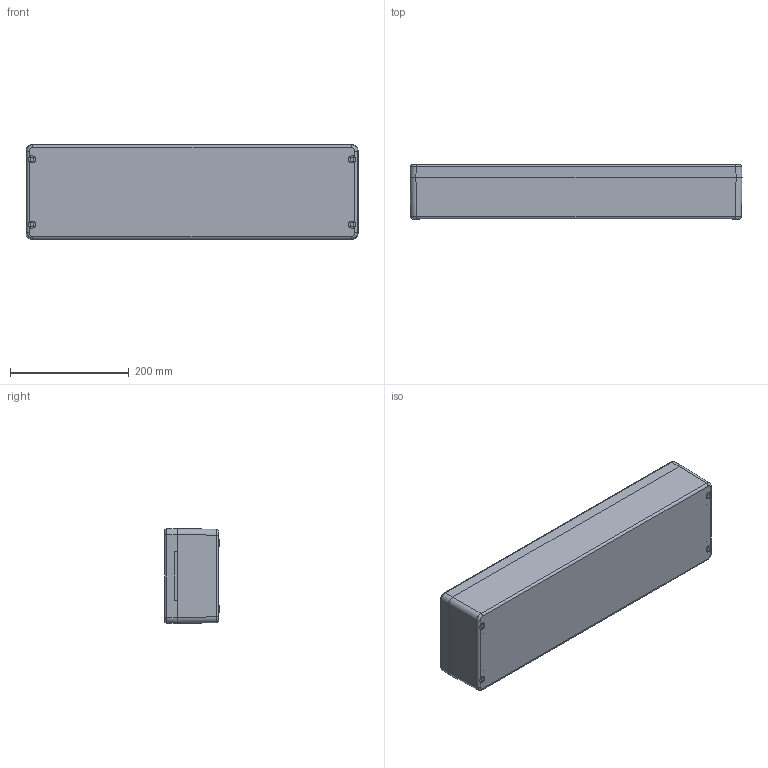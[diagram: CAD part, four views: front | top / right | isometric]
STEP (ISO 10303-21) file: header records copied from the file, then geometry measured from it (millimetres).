
FILE_DESCRIPTION((''),'2;1');
FILE_NAME('CP-330_ASM','2010-07-09T',('K.Herdt'),(''),'PRO/ENGINEER BY PARAMETRIC TECHNOLOGY CORPORATION, 2005070','PRO/ENGINEER BY PARAMETRIC TECHNOLOGY CORPORATION, 2005070','');
FILE_SCHEMA(('AUTOMOTIVE_DESIGN_CC2 { 1 2 10303 214 -1 1 5 2 }'));
Length unit declared in the file: millimetre
Products named in the file (4): CP-330_UNTERTEIL; CP-330_DECKEL; 9261022000; CP-330_ASM
Assembly tree (8 placements, depth 2):
  CP-330_ASM
    CP-330_UNTERTEIL
    CP-330_DECKEL
    9261022000  x6
Bounding box: 560 x 91.5 x 160 mm (x, y, z)
Volume: 1794434.5 mm3; surface area: 636430 mm2
Topology: 8 solids, 26 shells, 699 faces, 1818 edges, 1150 vertices
Faces by surface type: plane 261, cylinder 244, cone 144, torus 30, bspline 20
Entity records: 18160 total; most frequent: CARTESIAN_POINT 3188, DIRECTION 2538, ORIENTED_EDGE 2232, PRESENTATION_STYLE_ASSIGNMENT 1158, STYLED_ITEM 1158, CURVE_STYLE 1142, EDGE_CURVE 1142, AXIS2_PLACEMENT_3D 1007
